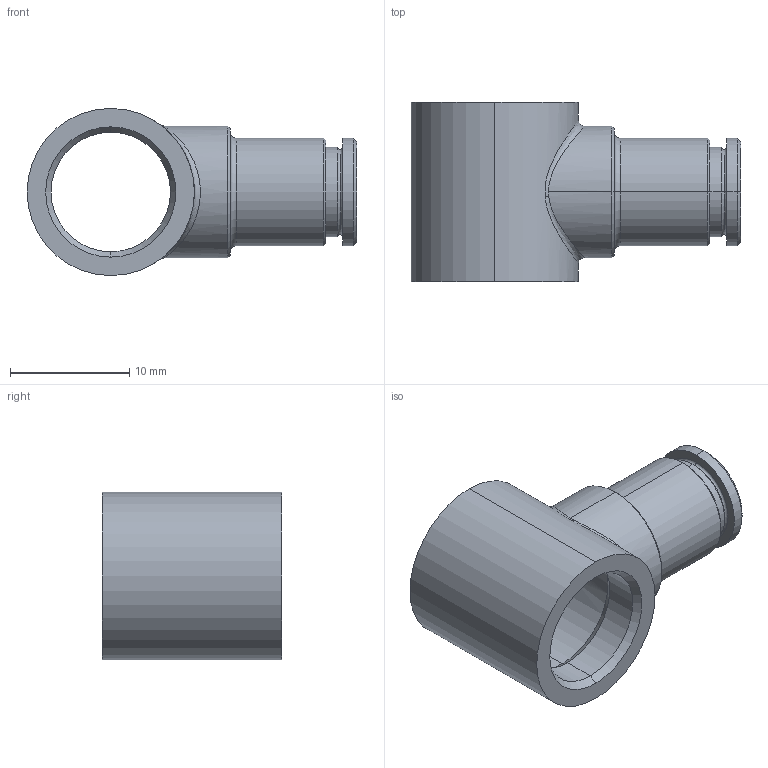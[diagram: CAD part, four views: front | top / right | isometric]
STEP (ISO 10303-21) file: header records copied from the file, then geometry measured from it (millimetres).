
FILE_DESCRIPTION (( 'STEP AP203' ), '1' );
FILE_NAME ('X0250011.STEP', '2010-10-29T09:04:13', ( '' ), ( 'sopra-pneumatic' ), 'SwSTEP 2.0', 'SolidWorks 2009', '' );
FILE_SCHEMA (( 'CONFIG_CONTROL_DESIGN' ));
Length unit declared in the file: millimetre
Products named in the file (1): X0250011
Bounding box: 27.6 x 15 x 14 mm (x, y, z)
Volume: 1801.9 mm3; surface area: 1918.8 mm2
Topology: 1 solids, 1 shells, 52 faces, 108 edges, 62 vertices
Faces by surface type: cylinder 20, cone 18, torus 6, plane 6, bspline 2
Entity records: 2562 total; most frequent: CARTESIAN_POINT 1348, DIRECTION 264, ORIENTED_EDGE 216, AXIS2_PLACEMENT_3D 113, EDGE_CURVE 108, CIRCLE 62, VERTEX_POINT 62, EDGE_LOOP 60
